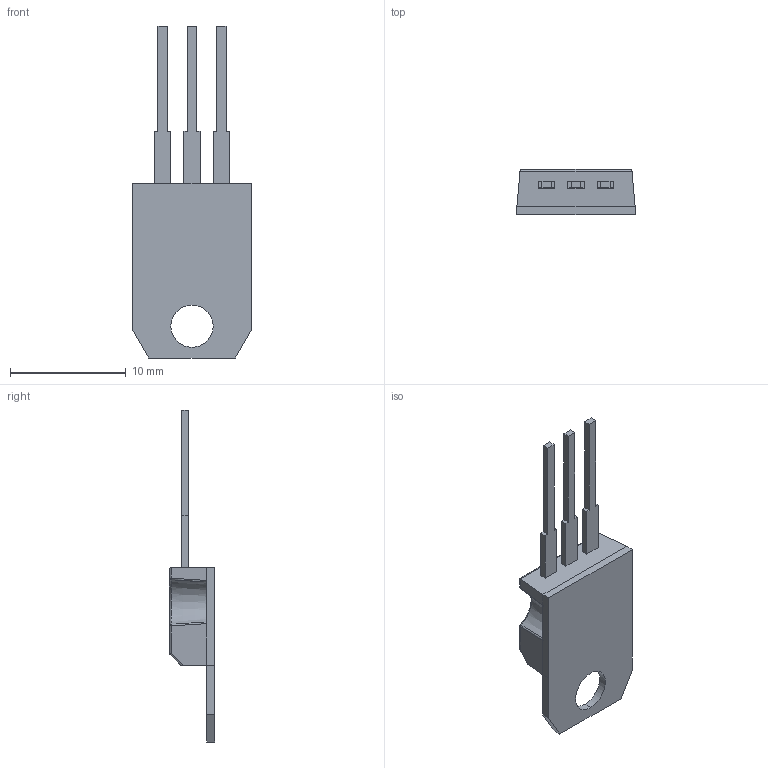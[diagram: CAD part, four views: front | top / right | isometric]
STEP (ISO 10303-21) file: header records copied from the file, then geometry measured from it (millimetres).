
FILE_DESCRIPTION (( 'STEP AP214' ), '1' );
FILE_NAME ('7805VoltageRegulator.STEP', '2020-11-16T08:13:55', ( '' ), ( '' ), 'SwSTEP 2.0', 'SolidWorks 2016', '' );
FILE_SCHEMA (( 'AUTOMOTIVE_DESIGN' ));
Length unit declared in the file: millimetre
Products named in the file (1): 7805VoltageRegulator
Bounding box: 10.22 x 3.95 x 28.7 mm (x, y, z)
Volume: 362.1 mm3; surface area: 727 mm2
Topology: 5 solids, 5 shells, 161 faces, 410 edges, 264 vertices
Faces by surface type: plane 90, bspline 48, cylinder 13, sphere 6, cone 2, torus 2
Entity records: 8303 total; most frequent: CARTESIAN_POINT 3790, ORIENTED_EDGE 808, DIRECTION 562, EDGE_CURVE 404, VERTEX_POINT 264, LINE 258, VECTOR 258, EDGE_LOOP 174
